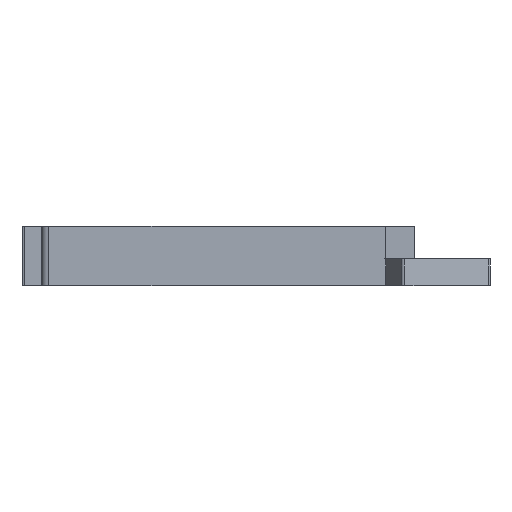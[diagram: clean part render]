
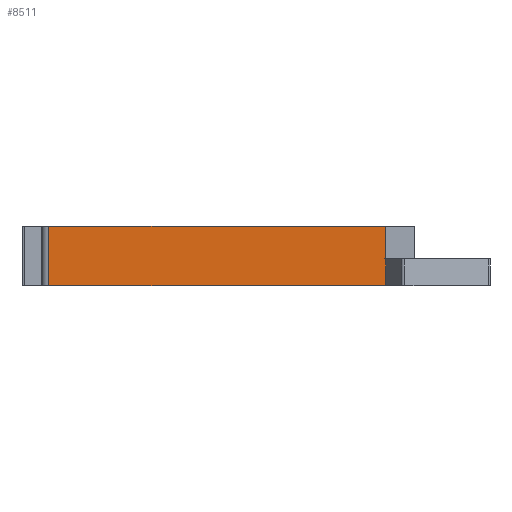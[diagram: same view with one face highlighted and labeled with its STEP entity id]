
A CAD part, left-side view. The second image highlights one B-rep face of the part: STEP entity #8511.
In plain terms, the highlighted planar face has unit normal (-1, 0, 0).
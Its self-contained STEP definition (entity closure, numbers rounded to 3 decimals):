
#536=FACE_OUTER_BOUND('',#1014,.T.);
#1014=EDGE_LOOP('',(#6894,#6895,#6896,#6897,#6898,#6899));
#1339=LINE('',#11260,#2390);
#1658=LINE('',#12093,#2709);
#1846=LINE('',#13028,#2897);
#1853=LINE('',#13045,#2904);
#2009=LINE('',#13499,#3060);
#2010=LINE('',#13500,#3061);
#2390=VECTOR('',#9216,10.);
#2709=VECTOR('',#9715,10.);
#2897=VECTOR('',#10087,10.);
#2904=VECTOR('',#10104,10.);
#3060=VECTOR('',#10476,10.);
#3061=VECTOR('',#10477,10.);
#3446=VERTEX_POINT('',#11257);
#3447=VERTEX_POINT('',#11259);
#3730=VERTEX_POINT('',#12090);
#3731=VERTEX_POINT('',#12092);
#3884=VERTEX_POINT('',#13027);
#3889=VERTEX_POINT('',#13043);
#4255=EDGE_CURVE('',#3446,#3447,#1339,.T.);
#4620=EDGE_CURVE('',#3731,#3730,#1658,.T.);
#4874=EDGE_CURVE('',#3884,#3731,#1846,.T.);
#4883=EDGE_CURVE('',#3889,#3446,#1853,.T.);
#5078=EDGE_CURVE('',#3884,#3889,#2009,.T.);
#5079=EDGE_CURVE('',#3730,#3447,#2010,.T.);
#6894=ORIENTED_EDGE('',*,*,#4883,.F.);
#6895=ORIENTED_EDGE('',*,*,#5078,.F.);
#6896=ORIENTED_EDGE('',*,*,#4874,.T.);
#6897=ORIENTED_EDGE('',*,*,#4620,.T.);
#6898=ORIENTED_EDGE('',*,*,#5079,.T.);
#6899=ORIENTED_EDGE('',*,*,#4255,.F.);
#8077=PLANE('',#8991);
#8511=ADVANCED_FACE('',(#536),#8077,.T.);
#8991=AXIS2_PLACEMENT_3D('',#13498,#10474,#10475);
#9216=DIRECTION('',(0.,-1.,0.));
#9715=DIRECTION('',(0.,1.,0.));
#10087=DIRECTION('',(0.,0.,1.));
#10104=DIRECTION('',(0.,0.,1.));
#10474=DIRECTION('center_axis',(-1.,0.,0.));
#10475=DIRECTION('ref_axis',(0.,-1.,0.));
#10476=DIRECTION('',(0.,1.,0.));
#10477=DIRECTION('',(0.,0.,1.));
#11257=CARTESIAN_POINT('',(162.585,-49.155,10.5));
#11259=CARTESIAN_POINT('',(162.585,-120.425,10.5));
#11260=CARTESIAN_POINT('',(162.585,-47.655,10.5));
#12090=CARTESIAN_POINT('',(162.585,-120.425,3.65));
#12092=CARTESIAN_POINT('',(162.585,-120.425,3.65));
#12093=CARTESIAN_POINT('',(162.585,-70.975,3.65));
#13027=CARTESIAN_POINT('',(162.585,-120.425,-2.));
#13028=CARTESIAN_POINT('',(162.585,-120.425,0.));
#13043=CARTESIAN_POINT('',(162.585,-49.155,-2.));
#13045=CARTESIAN_POINT('',(162.585,-49.155,0.));
#13498=CARTESIAN_POINT('Origin',(162.585,-47.655,0.));
#13499=CARTESIAN_POINT('',(162.585,-47.655,-2.));
#13500=CARTESIAN_POINT('',(162.585,-120.425,0.));
